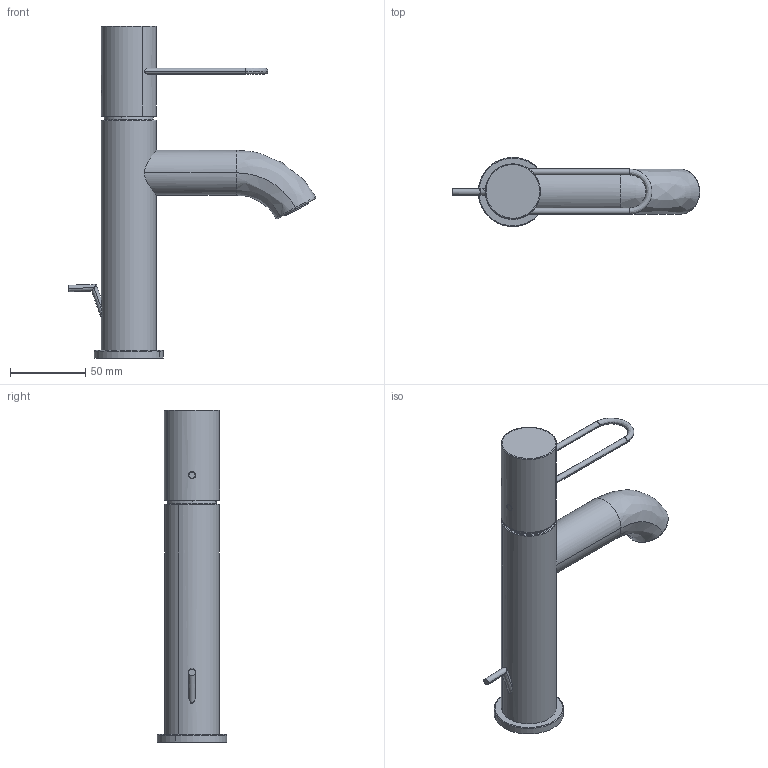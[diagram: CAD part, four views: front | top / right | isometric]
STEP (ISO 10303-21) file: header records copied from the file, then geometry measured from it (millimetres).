
FILE_DESCRIPTION(('CAx-IF Rec.Pracs.---Model Styling and Organization---1.2---2011-12-15','CAx-IF Rec.Pracs.---Geometric and Assembly Validation Properties---4.1---2014-06-16','CAx-IF Rec.Pracs.---PMI Polyline Presentation---2.0---2013-05-24'),'2;1');
FILE_NAME('1000110606_PPR_000.stp','2016-12-22T12:47:11+01:00',(''),(''),'STEP Interface 4.0.1101 by CT CoreTechnologie','3D_Evolution4.0.1101 by CT CoreTechnologie','');
FILE_SCHEMA(('AP203_CONFIGURATION_CONTROLLED_3D_DESIGN_OF_MECHANICAL_PARTS_AND_ASSEMBLIES_MIM_LF'));
Length unit declared in the file: millimetre
Products named in the file (14): P_2 AX Uno WTM 100 Bügel m.Zugstange 1000110606_PPR_000_A0; P_2 GK_WTM_m.Z._AXOR UNO³ 1000110610_PPA_000_A0; P_2 Rosette_M25_Talis_S3 1000097901_PPA_000_A0; P_2 Rosette Talis S2 Zweigriff-WTA 1000075229_PPA_000_A0; P_2 Buegelgriff WTM AXOR UNO³ 1000110553_PPR_000_A0; P_2 Huelse Bügelgriff WTM AXOR UNO³ 1000110551_PPA_000_A0; P_2 Griffbügel WTM AXOR UNO³ 1000110550_PPA_000_A0; HWB Auslauf Classic; P_ 2 Auslauf Classic HWBM AXOR UNO³ 1000110601_PPA_000_A0; SR_CA-M24x1_HC_C-lam_dunkelgrau 1000067902_PPA_000_A0.1; SR_CA-M24x1_CC_1,5gpm-air_gr黱 Dummy 1000099545_PPA_000_A0; Griffstopfen 1000005416_PPA_000_A1; Gewindestift DIN916-4x6-A2-Tuflok 1000073155_PPA_000_A0; P_2 Zugstange D4,3-R700 WTM AX Starck 1000086249_PPA_000_A0
Assembly tree (13 placements, depth 4):
  P_2 AX Uno WTM 100 Bügel m.Zugstange 1000110606_PPR_000_A0
    P_2 GK_WTM_m.Z._AXOR UNO³ 1000110610_PPA_000_A0
    P_2 Rosette_M25_Talis_S3 1000097901_PPA_000_A0
    P_2 Rosette Talis S2 Zweigriff-WTA 1000075229_PPA_000_A0
    P_2 Buegelgriff WTM AXOR UNO³ 1000110553_PPR_000_A0
      P_2 Huelse Bügelgriff WTM AXOR UNO³ 1000110551_PPA_000_A0
      P_2 Griffbügel WTM AXOR UNO³ 1000110550_PPA_000_A0
    HWB Auslauf Classic
      P_ 2 Auslauf Classic HWBM AXOR UNO³ 1000110601_PPA_000_A0
      SR_CA-M24x1_HC_C-lam_dunkelgrau 1000067902_PPA_000_A0.1
        SR_CA-M24x1_CC_1,5gpm-air_gr黱 Dummy 1000099545_PPA_000_A0
    Griffstopfen 1000005416_PPA_000_A1
    Gewindestift DIN916-4x6-A2-Tuflok 1000073155_PPA_000_A0
    P_2 Zugstange D4,3-R700 WTM AX Starck 1000086249_PPA_000_A0
Bounding box: 164.32 x 45.99 x 220.52 mm (x, y, z)
Volume: 310282.7 mm3; surface area: 56077 mm2
Topology: 11 solids, 12 shells, 969 faces, 2505 edges, 1578 vertices
Faces by surface type: plane 475, cylinder 266, bspline 228
Entity records: 45369 total; most frequent: CARTESIAN_POINT 11016, ORIENTED_EDGE 4998, DIRECTION 4934, EDGE_CURVE 2499, AXIS2_PLACEMENT_3D 1748, VERTEX_POINT 1578, VECTOR 1438, LINE 1438
